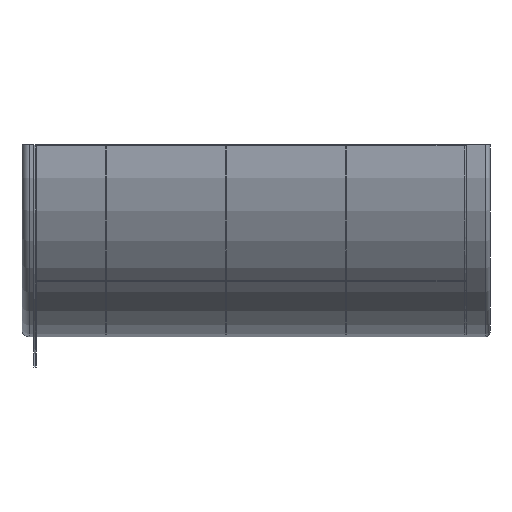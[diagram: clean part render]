
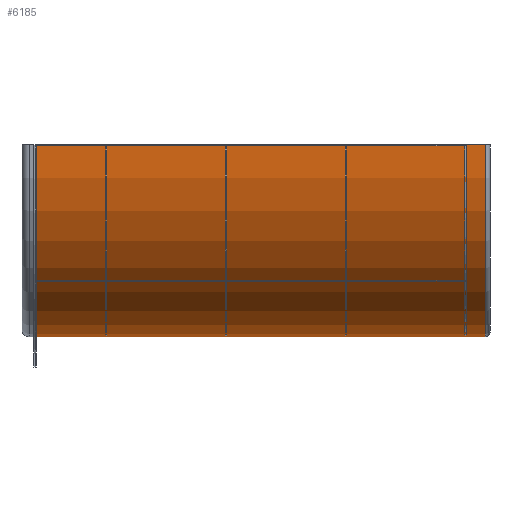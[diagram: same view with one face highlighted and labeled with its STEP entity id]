
A CAD part, left-side view. The second image highlights one B-rep face of the part: STEP entity #6185.
In plain terms, the highlighted cylindrical face has radius 801.5 mm (diameter 1603 mm), a partial arc.
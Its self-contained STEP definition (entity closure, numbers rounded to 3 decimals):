
#505 = CIRCLE ( 'NONE', #9622, 801.5 ) ;
#532 = AXIS2_PLACEMENT_3D ( 'NONE', #4858, #1843, #8010 ) ;
#753 = VERTEX_POINT ( 'NONE', #5333 ) ;
#913 = DIRECTION ( 'NONE',  ( 0., 1., 0. ) ) ;
#1446 = VERTEX_POINT ( 'NONE', #9606 ) ;
#1666 = CARTESIAN_POINT ( 'NONE',  ( 0., 20., 0. ) ) ;
#1817 = DIRECTION ( 'NONE',  ( 0., -1., 0. ) ) ;
#1843 = DIRECTION ( 'NONE',  ( 0., -1., 0. ) ) ;
#2347 = EDGE_CURVE ( 'NONE', #9889, #1446, #505, .T. ) ;
#3084 = EDGE_CURVE ( 'NONE', #9637, #1446, #3295, .T. ) ;
#3295 = LINE ( 'NONE', #5535, #7345 ) ;
#3364 = CARTESIAN_POINT ( 'NONE',  ( 0., 1895., -801.5 ) ) ;
#3392 = ORIENTED_EDGE ( 'NONE', *, *, #2347, .F. ) ;
#4435 = ORIENTED_EDGE ( 'NONE', *, *, #3084, .T. ) ;
#4444 = ORIENTED_EDGE ( 'NONE', *, *, #7635, .T. ) ;
#4858 = CARTESIAN_POINT ( 'NONE',  ( 0., 0., 0. ) ) ;
#5333 = CARTESIAN_POINT ( 'NONE',  ( -801.5, 1895., 0. ) ) ;
#5373 = EDGE_LOOP ( 'NONE', ( #8900, #4435, #3392, #4444 ) ) ;
#5535 = CARTESIAN_POINT ( 'NONE',  ( 0., 0., -801.5 ) ) ;
#5937 = FACE_OUTER_BOUND ( 'NONE', #5373, .T. ) ;
#6132 = EDGE_CURVE ( 'NONE', #753, #9637, #6551, .T. ) ;
#6185 = ADVANCED_FACE ( 'NONE', ( #5937 ), #9052, .T. ) ;
#6270 = CARTESIAN_POINT ( 'NONE',  ( 0., 1895., 0. ) ) ;
#6405 = DIRECTION ( 'NONE',  ( 0., 0., -1. ) ) ;
#6551 = CIRCLE ( 'NONE', #8841, 801.5 ) ;
#6963 = DIRECTION ( 'NONE',  ( 0., -1., 0. ) ) ;
#7032 = CARTESIAN_POINT ( 'NONE',  ( -801.5, 20., 0. ) ) ;
#7345 = VECTOR ( 'NONE', #1817, 1000. ) ;
#7521 = CARTESIAN_POINT ( 'NONE',  ( -801.5, 20., 0. ) ) ;
#7635 = EDGE_CURVE ( 'NONE', #9889, #753, #9390, .T. ) ;
#8010 = DIRECTION ( 'NONE',  ( 0., 0., -1. ) ) ;
#8429 = DIRECTION ( 'NONE',  ( 0., -1., 0. ) ) ;
#8682 = VECTOR ( 'NONE', #913, 1000. ) ;
#8841 = AXIS2_PLACEMENT_3D ( 'NONE', #6270, #8429, #9098 ) ;
#8900 = ORIENTED_EDGE ( 'NONE', *, *, #6132, .T. ) ;
#9052 = CYLINDRICAL_SURFACE ( 'NONE', #532, 801.5 ) ;
#9098 = DIRECTION ( 'NONE',  ( 0., 0., 1. ) ) ;
#9390 = LINE ( 'NONE', #7032, #8682 ) ;
#9606 = CARTESIAN_POINT ( 'NONE',  ( 0., 20., -801.5 ) ) ;
#9622 = AXIS2_PLACEMENT_3D ( 'NONE', #1666, #6963, #6405 ) ;
#9637 = VERTEX_POINT ( 'NONE', #3364 ) ;
#9889 = VERTEX_POINT ( 'NONE', #7521 ) ;
